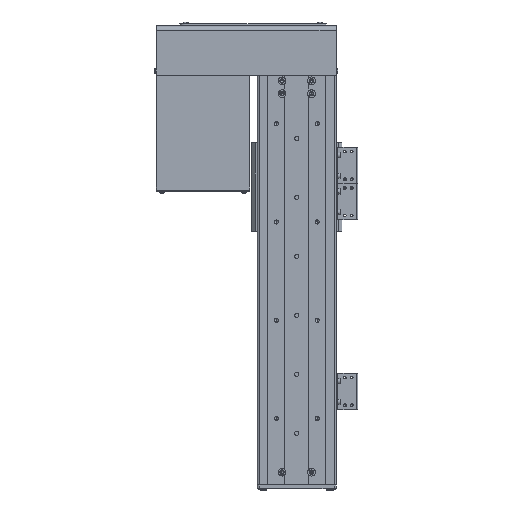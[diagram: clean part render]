
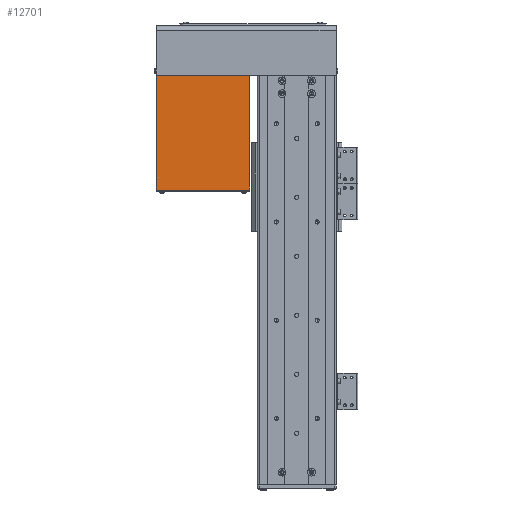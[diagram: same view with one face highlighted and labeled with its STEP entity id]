
A CAD part, front view. The second image highlights one B-rep face of the part: STEP entity #12701.
In plain terms, the highlighted face is planar.
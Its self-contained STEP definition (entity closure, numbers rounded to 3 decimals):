
#1792 = VERTEX_POINT ( 'NONE', #3392 ) ;
#2109 = DIRECTION ( 'NONE',  ( 0., 0., 1. ) ) ;
#3392 = CARTESIAN_POINT ( 'NONE',  ( 47., 33.5, -58.5 ) ) ;
#3598 = ORIENTED_EDGE ( 'NONE', *, *, #49536, .T. ) ;
#4091 = VECTOR ( 'NONE', #2109, 1000. ) ;
#5593 = VERTEX_POINT ( 'NONE', #49655 ) ;
#6294 = DIRECTION ( 'NONE',  ( -1., 0., 0. ) ) ;
#7865 = CARTESIAN_POINT ( 'NONE',  ( 47., 33.5, 58.5 ) ) ;
#12701 = ADVANCED_FACE ( 'NONE', ( #29448 ), #16634, .F. ) ;
#14284 = EDGE_CURVE ( 'NONE', #5593, #1792, #23146, .T. ) ;
#14369 = AXIS2_PLACEMENT_3D ( 'NONE', #25463, #47793, #21186 ) ;
#16634 = PLANE ( 'NONE',  #14369 ) ;
#16921 = DIRECTION ( 'NONE',  ( -1., 0., 0. ) ) ;
#19613 = EDGE_CURVE ( 'NONE', #35699, #34246, #27879, .T. ) ;
#20488 = CARTESIAN_POINT ( 'NONE',  ( -47., 33.5, 58.5 ) ) ;
#20834 = VECTOR ( 'NONE', #6294, 1000. ) ;
#21186 = DIRECTION ( 'NONE',  ( 1., 0., 0. ) ) ;
#21191 = DIRECTION ( 'NONE',  ( 0., 0., -1. ) ) ;
#21704 = EDGE_LOOP ( 'NONE', ( #3598, #38990, #25431, #30403 ) ) ;
#23146 = LINE ( 'NONE', #7865, #49528 ) ;
#25431 = ORIENTED_EDGE ( 'NONE', *, *, #54813, .F. ) ;
#25463 = CARTESIAN_POINT ( 'NONE',  ( 47.5, 33.5, 58.5 ) ) ;
#26395 = CARTESIAN_POINT ( 'NONE',  ( -47., 33.5, -58.5 ) ) ;
#27879 = LINE ( 'NONE', #20488, #4091 ) ;
#29448 = FACE_OUTER_BOUND ( 'NONE', #21704, .T. ) ;
#29544 = CARTESIAN_POINT ( 'NONE',  ( -47., 33.5, 58.5 ) ) ;
#30403 = ORIENTED_EDGE ( 'NONE', *, *, #14284, .T. ) ;
#32460 = LINE ( 'NONE', #34688, #42885 ) ;
#34246 = VERTEX_POINT ( 'NONE', #29544 ) ;
#34688 = CARTESIAN_POINT ( 'NONE',  ( 47.5, 33.5, -58.5 ) ) ;
#35699 = VERTEX_POINT ( 'NONE', #26395 ) ;
#38990 = ORIENTED_EDGE ( 'NONE', *, *, #19613, .T. ) ;
#41936 = CARTESIAN_POINT ( 'NONE',  ( 47.5, 33.5, 58.5 ) ) ;
#42885 = VECTOR ( 'NONE', #16921, 1000. ) ;
#47793 = DIRECTION ( 'NONE',  ( 0., -1., 0. ) ) ;
#49528 = VECTOR ( 'NONE', #21191, 1000. ) ;
#49536 = EDGE_CURVE ( 'NONE', #1792, #35699, #32460, .T. ) ;
#49655 = CARTESIAN_POINT ( 'NONE',  ( 47., 33.5, 58.5 ) ) ;
#54813 = EDGE_CURVE ( 'NONE', #5593, #34246, #54844, .T. ) ;
#54844 = LINE ( 'NONE', #41936, #20834 ) ;
